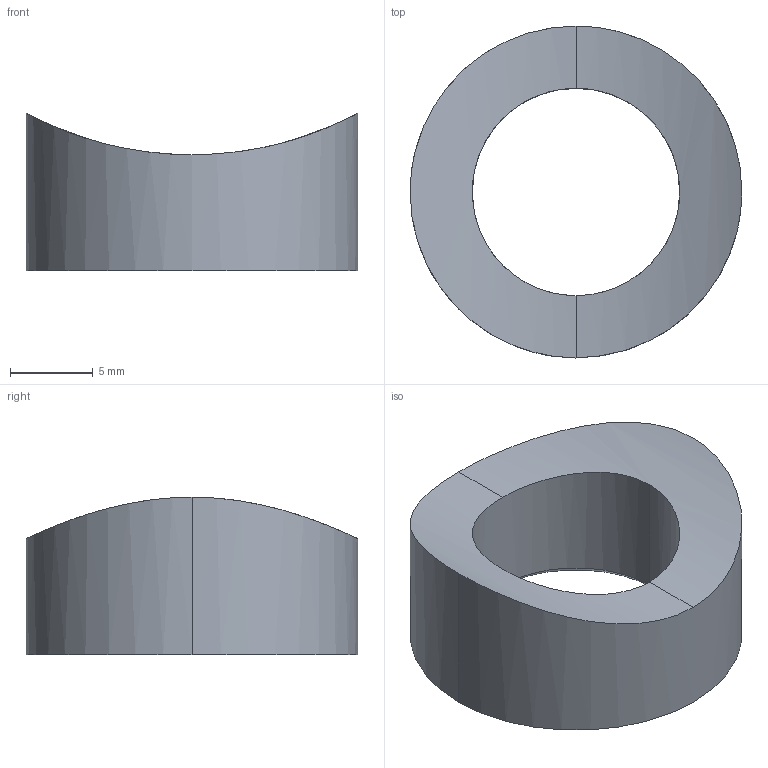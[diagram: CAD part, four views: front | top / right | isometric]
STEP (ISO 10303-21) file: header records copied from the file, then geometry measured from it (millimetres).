
FILE_DESCRIPTION (( 'STEP AP203' ), '1' );
FILE_NAME ('A_012-07.STEP', '2023-02-24T05:36:07', ( '' ), ( '' ), 'SwSTEP 2.0', 'SolidWorks 2019', '' );
FILE_SCHEMA (( 'CONFIG_CONTROL_DESIGN' ));
Length unit declared in the file: millimetre
Products named in the file (1): A_012-07
Bounding box: 20 x 20 x 9.51 mm (x, y, z)
Volume: 1497.2 mm3; surface area: 1190.5 mm2
Topology: 1 solids, 1 shells, 9 faces, 22 edges, 14 vertices
Faces by surface type: cylinder 6, cone 2, plane 1
Entity records: 523 total; most frequent: CARTESIAN_POINT 238, ORIENTED_EDGE 44, DIRECTION 40, EDGE_CURVE 22, AXIS2_PLACEMENT_3D 16, VERTEX_POINT 14, EDGE_LOOP 10, FACE_OUTER_BOUND 9
